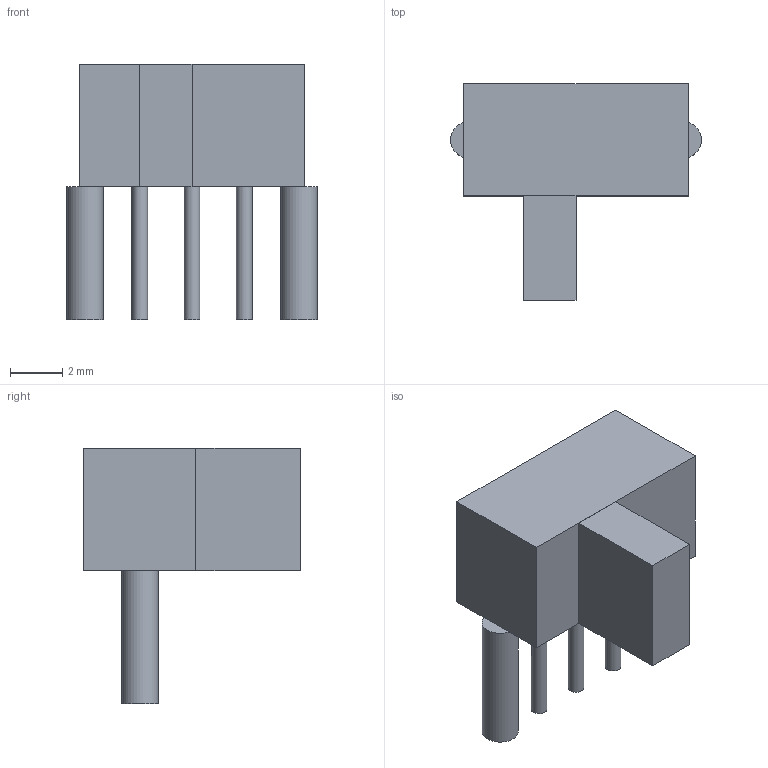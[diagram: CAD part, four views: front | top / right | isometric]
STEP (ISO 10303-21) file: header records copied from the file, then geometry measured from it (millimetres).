
FILE_DESCRIPTION(('FreeCAD Model'),'2;1');
FILE_NAME('1176739.1.2.stp','2020-05-25T09:17:20',( 'Author'),(''),'Open CASCADE STEP processor 6.9','FreeCAD','Unknown' );
FILE_SCHEMA(('AUTOMOTIVE_DESIGN { 1 0 10303 214 1 1 1 1 }'));
Length unit declared in the file: millimetre
Products named in the file (3): ASSEMBLY; Body; Leads
Assembly tree (6 placements, depth 2):
  ASSEMBLY
    Body
    Leads  x5
Bounding box: 9.6 x 8.3 x 9.8 mm (x, y, z)
Volume: 311.5 mm3; surface area: 675.4 mm2
Topology: 27 solids, 27 shells, 87 faces, 99 edges, 66 vertices
Faces by surface type: plane 62, cylinder 25
Full cylindrical faces by diameter (mm): 0.6 x15, 1.4 x10
Entity records: 1223 total; most frequent: DIRECTION 195, CARTESIAN_POINT 177, LINE 97, VECTOR 97, ORIENTED_EDGE 78, PCURVE 78, DEFINITIONAL_REPRESENTATION 78, AXIS2_PLACEMENT_3D 44
